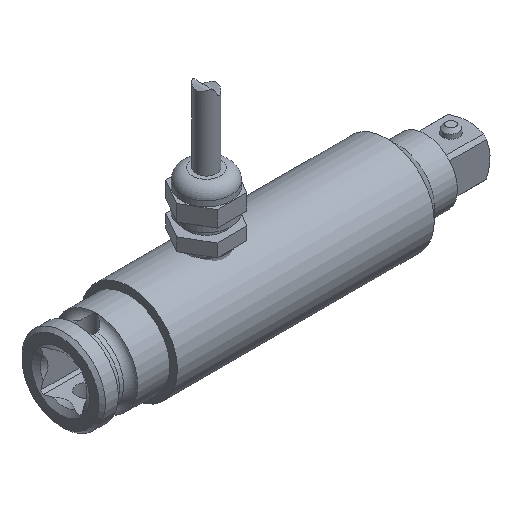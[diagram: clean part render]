
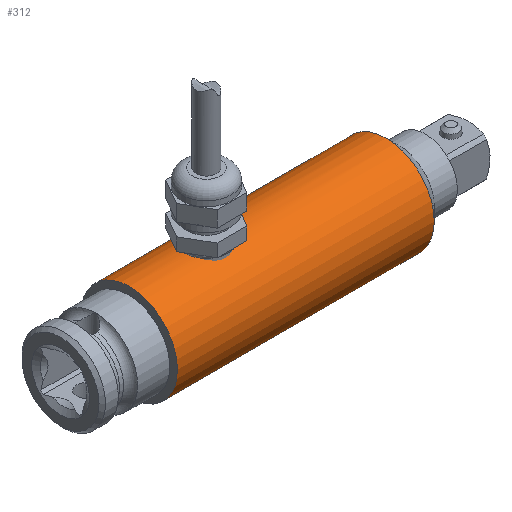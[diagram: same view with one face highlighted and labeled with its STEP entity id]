
A CAD part, isometric view. The second image highlights one B-rep face of the part: STEP entity #312.
In plain terms, the highlighted cylindrical face has radius 7.5 mm (diameter 15 mm), a full revolution.
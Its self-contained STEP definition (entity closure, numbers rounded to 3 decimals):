
#312 = ADVANCED_FACE( '', ( #618, #619, #620 ), #621, .T. );
#618 = FACE_OUTER_BOUND( '', #1265, .T. );
#619 = FACE_BOUND( '', #1266, .T. );
#620 = FACE_OUTER_BOUND( '', #1267, .T. );
#621 = CYLINDRICAL_SURFACE( '', #1268, 7.5 );
#1265 = EDGE_LOOP( '', ( #2860 ) );
#1266 = EDGE_LOOP( '', ( #2861 ) );
#1267 = EDGE_LOOP( '', ( #2862 ) );
#1268 = AXIS2_PLACEMENT_3D( '', #2863, #2864, #2865 );
#2860 = ORIENTED_EDGE( '', *, *, #3491, .T. );
#2861 = ORIENTED_EDGE( '', *, *, #3572, .F. );
#2862 = ORIENTED_EDGE( '', *, *, #3521, .F. );
#2863 = CARTESIAN_POINT( '', ( 42., 0., 0. ) );
#2864 = DIRECTION( '', ( 1., 0., 0. ) );
#2865 = DIRECTION( '', ( 0., 0., 1. ) );
#3491 = EDGE_CURVE( '', #3790, #3790, #3791, .T. );
#3521 = EDGE_CURVE( '', #3842, #3842, #3843, .T. );
#3572 = EDGE_CURVE( '', #3927, #3927, #3928, .T. );
#3790 = VERTEX_POINT( '', #4306 );
#3791 = CIRCLE( '', #4307, 7.5 );
#3842 = VERTEX_POINT( '', #4494 );
#3843 = CIRCLE( '', #4495, 7.5 );
#3927 = VERTEX_POINT( '', #4665 );
#3928 = B_SPLINE_CURVE_WITH_KNOTS( '', 3, ( #4666, #4667, #4668, #4669, #4670, #4671, #4672, #4673, #4674, #4675, #4676, #4677, #4678, #4679, #4680, #4681, #4682, #4683, #4684, #4685, #4686, #4687, #4688, #4689, #4690, #4691, #4692, #4693, #4694, #4695, #4696, #4697, #4698, #4699, #4700, #4701, #4702, #4703, #4704, #4705, #4706, #4707, #4708, #4709, #4710, #4711, #4712, #4713, #4714, #4715, #4716, #4717, #4718, #4719, #4720, #4721, #4722, #4723, #4724, #4725 ), .UNSPECIFIED., .T., .F., ( 2, 2, 2, 2, 2, 2, 2, 2, 2, 2, 2, 2, 2, 2, 2, 2, 2, 2, 2, 2, 2, 2, 2, 2, 2, 2, 2, 2, 2, 2, 2, 2 ), ( 0., 0., 0., 0.001, 0.001, 0.002, 0.003, 0.003, 0.004, 0.004, 0.005, 0.005, 0.006, 0.006, 0.007, 0.007, 0.008, 0.008, 0.009, 0.009, 0.01, 0.011, 0.011, 0.012, 0.012, 0.013, 0.014, 0.014, 0.015, 0.015, 0.015, 0.016 ), .UNSPECIFIED. );
#4306 = CARTESIAN_POINT( '', ( 40., 0., 7.5 ) );
#4307 = AXIS2_PLACEMENT_3D( '', #5361, #5362, #5363 );
#4494 = CARTESIAN_POINT( '', ( 0., 7.5, 0. ) );
#4495 = AXIS2_PLACEMENT_3D( '', #5398, #5399, #5400 );
#4665 = CARTESIAN_POINT( '', ( 14.459, 0., 7.5 ) );
#4666 = CARTESIAN_POINT( '', ( 14.459, -0.164, 7.5 ) );
#4667 = CARTESIAN_POINT( '', ( 14.459, 0.164, 7.5 ) );
#4668 = CARTESIAN_POINT( '', ( 14.442, 0.324, 7.495 ) );
#4669 = CARTESIAN_POINT( '', ( 14.379, 0.64, 7.474 ) );
#4670 = CARTESIAN_POINT( '', ( 14.331, 0.797, 7.459 ) );
#4671 = CARTESIAN_POINT( '', ( 14.207, 1.094, 7.421 ) );
#4672 = CARTESIAN_POINT( '', ( 14.132, 1.235, 7.399 ) );
#4673 = CARTESIAN_POINT( '', ( 13.953, 1.501, 7.349 ) );
#4674 = CARTESIAN_POINT( '', ( 13.85, 1.626, 7.322 ) );
#4675 = CARTESIAN_POINT( '', ( 13.513, 1.964, 7.242 ) );
#4676 = CARTESIAN_POINT( '', ( 13.24, 2.147, 7.187 ) );
#4677 = CARTESIAN_POINT( '', ( 12.798, 2.331, 7.129 ) );
#4678 = CARTESIAN_POINT( '', ( 12.641, 2.379, 7.113 ) );
#4679 = CARTESIAN_POINT( '', ( 12.324, 2.442, 7.091 ) );
#4680 = CARTESIAN_POINT( '', ( 12.163, 2.458, 7.086 ) );
#4681 = CARTESIAN_POINT( '', ( 11.84, 2.459, 7.086 ) );
#4682 = CARTESIAN_POINT( '', ( 11.676, 2.442, 7.091 ) );
#4683 = CARTESIAN_POINT( '', ( 11.36, 2.379, 7.113 ) );
#4684 = CARTESIAN_POINT( '', ( 11.206, 2.332, 7.128 ) );
#4685 = CARTESIAN_POINT( '', ( 10.907, 2.208, 7.168 ) );
#4686 = CARTESIAN_POINT( '', ( 10.765, 2.132, 7.191 ) );
#4687 = CARTESIAN_POINT( '', ( 10.5, 1.954, 7.242 ) );
#4688 = CARTESIAN_POINT( '', ( 10.375, 1.852, 7.269 ) );
#4689 = CARTESIAN_POINT( '', ( 10.148, 1.625, 7.323 ) );
#4690 = CARTESIAN_POINT( '', ( 10.047, 1.502, 7.349 ) );
#4691 = CARTESIAN_POINT( '', ( 9.869, 1.237, 7.399 ) );
#4692 = CARTESIAN_POINT( '', ( 9.792, 1.093, 7.421 ) );
#4693 = CARTESIAN_POINT( '', ( 9.669, 0.797, 7.459 ) );
#4694 = CARTESIAN_POINT( '', ( 9.622, 0.643, 7.474 ) );
#4695 = CARTESIAN_POINT( '', ( 9.558, 0.325, 7.495 ) );
#4696 = CARTESIAN_POINT( '', ( 9.542, 0.162, 7.5 ) );
#4697 = CARTESIAN_POINT( '', ( 9.541, -0.16, 7.5 ) );
#4698 = CARTESIAN_POINT( '', ( 9.557, -0.322, 7.495 ) );
#4699 = CARTESIAN_POINT( '', ( 9.621, -0.641, 7.474 ) );
#4700 = CARTESIAN_POINT( '', ( 9.668, -0.795, 7.459 ) );
#4701 = CARTESIAN_POINT( '', ( 9.791, -1.092, 7.422 ) );
#4702 = CARTESIAN_POINT( '', ( 9.869, -1.236, 7.399 ) );
#4703 = CARTESIAN_POINT( '', ( 10.047, -1.501, 7.349 ) );
#4704 = CARTESIAN_POINT( '', ( 10.148, -1.625, 7.323 ) );
#4705 = CARTESIAN_POINT( '', ( 10.488, -1.965, 7.242 ) );
#4706 = CARTESIAN_POINT( '', ( 10.756, -2.145, 7.188 ) );
#4707 = CARTESIAN_POINT( '', ( 11.205, -2.332, 7.129 ) );
#4708 = CARTESIAN_POINT( '', ( 11.358, -2.379, 7.113 ) );
#4709 = CARTESIAN_POINT( '', ( 11.674, -2.442, 7.091 ) );
#4710 = CARTESIAN_POINT( '', ( 11.838, -2.458, 7.086 ) );
#4711 = CARTESIAN_POINT( '', ( 12.162, -2.459, 7.086 ) );
#4712 = CARTESIAN_POINT( '', ( 12.322, -2.443, 7.091 ) );
#4713 = CARTESIAN_POINT( '', ( 12.64, -2.379, 7.113 ) );
#4714 = CARTESIAN_POINT( '', ( 12.796, -2.332, 7.129 ) );
#4715 = CARTESIAN_POINT( '', ( 13.24, -2.147, 7.187 ) );
#4716 = CARTESIAN_POINT( '', ( 13.512, -1.964, 7.242 ) );
#4717 = CARTESIAN_POINT( '', ( 13.851, -1.626, 7.322 ) );
#4718 = CARTESIAN_POINT( '', ( 13.954, -1.501, 7.35 ) );
#4719 = CARTESIAN_POINT( '', ( 14.132, -1.235, 7.399 ) );
#4720 = CARTESIAN_POINT( '', ( 14.207, -1.094, 7.421 ) );
#4721 = CARTESIAN_POINT( '', ( 14.331, -0.797, 7.459 ) );
#4722 = CARTESIAN_POINT( '', ( 14.379, -0.64, 7.474 ) );
#4723 = CARTESIAN_POINT( '', ( 14.442, -0.324, 7.495 ) );
#4724 = CARTESIAN_POINT( '', ( 14.459, -0.164, 7.5 ) );
#4725 = CARTESIAN_POINT( '', ( 14.459, 0.164, 7.5 ) );
#5361 = CARTESIAN_POINT( '', ( 40., 0., 0. ) );
#5362 = DIRECTION( '', ( -1., 0., 0. ) );
#5363 = DIRECTION( '', ( 0., 0., 1. ) );
#5398 = CARTESIAN_POINT( '', ( 0., 0., 0. ) );
#5399 = DIRECTION( '', ( -1., 0., 0. ) );
#5400 = DIRECTION( '', ( 0., 1., 0. ) );
